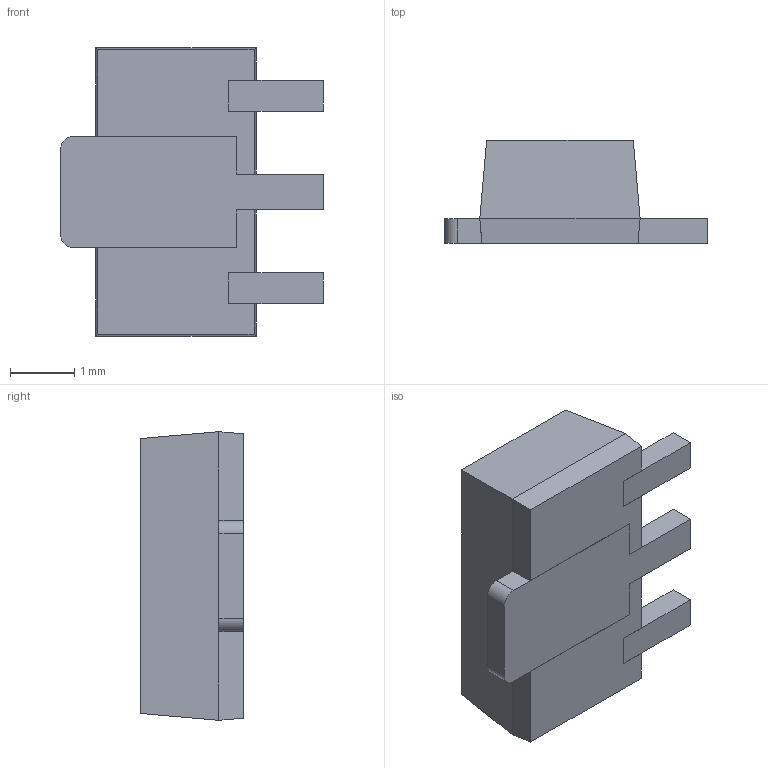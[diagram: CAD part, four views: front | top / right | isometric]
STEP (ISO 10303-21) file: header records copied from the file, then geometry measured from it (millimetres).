
FILE_DESCRIPTION (( 'STEP AP214' ), '1' );
FILE_NAME ('FCX491TA.STEP', '2023-12-19T19:23:43', ( '' ), ( '' ), 'SwSTEP 2.0', 'SolidWorks 2021', '' );
FILE_SCHEMA (( 'AUTOMOTIVE_DESIGN' ));
Length unit declared in the file: millimetre
Products named in the file (1): FCX491TA
Bounding box: 4.1 x 1.6 x 4.5 mm (x, y, z)
Volume: 18 mm3; surface area: 65.9 mm2
Topology: 4 solids, 4 shells, 54 faces, 126 edges, 80 vertices
Faces by surface type: plane 52, cylinder 2
Entity records: 1559 total; most frequent: CARTESIAN_POINT 261, ORIENTED_EDGE 252, DIRECTION 240, EDGE_CURVE 126, VECTOR 122, LINE 122, VERTEX_POINT 80, AXIS2_PLACEMENT_3D 59
